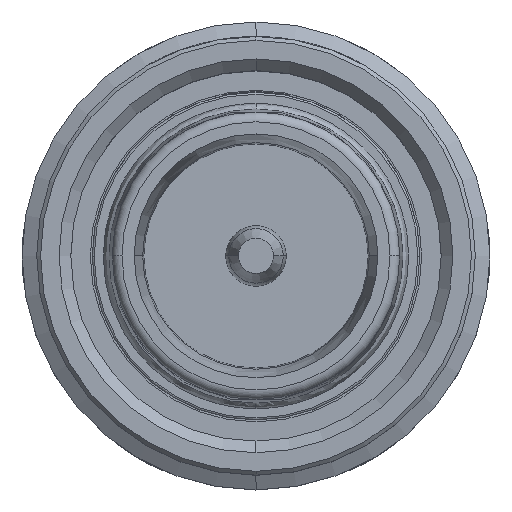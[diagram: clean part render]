
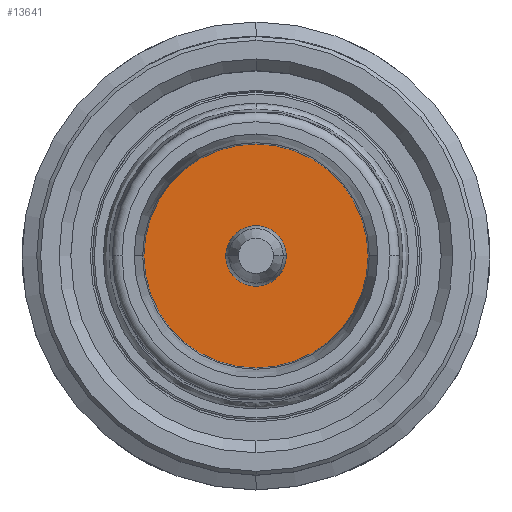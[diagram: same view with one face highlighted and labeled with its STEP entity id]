
A CAD part, top view. The second image highlights one B-rep face of the part: STEP entity #13641.
In plain terms, the highlighted planar face has unit normal (0, 0, 1).
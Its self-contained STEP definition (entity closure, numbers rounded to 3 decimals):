
#1113 = FACE_OUTER_BOUND ( 'NONE', #7844, .T. ) ;
#1911 = ORIENTED_EDGE ( 'NONE', *, *, #6678, .T. ) ;
#1935 = AXIS2_PLACEMENT_3D ( 'NONE', #9322, #10817, #9205 ) ;
#2327 = AXIS2_PLACEMENT_3D ( 'NONE', #4675, #8225, #11631 ) ;
#2697 = AXIS2_PLACEMENT_3D ( 'NONE', #17437, #12040, #11929 ) ;
#3274 = DIRECTION ( 'NONE',  ( 0., 0., -1. ) ) ;
#3647 = VERTEX_POINT ( 'NONE', #13923 ) ;
#4319 = DIRECTION ( 'NONE',  ( 1., 0., 0. ) ) ;
#4675 = CARTESIAN_POINT ( 'NONE',  ( 0., 0., -5.5 ) ) ;
#4700 = EDGE_CURVE ( 'NONE', #15193, #3647, #6705, .T. ) ;
#5344 = VERTEX_POINT ( 'NONE', #22219 ) ;
#6678 = EDGE_CURVE ( 'NONE', #5344, #13037, #21454, .T. ) ;
#6705 = CIRCLE ( 'NONE', #2327, 5.75 ) ;
#6988 = AXIS2_PLACEMENT_3D ( 'NONE', #16433, #18244, #4319 ) ;
#7844 = EDGE_LOOP ( 'NONE', ( #22231, #18937 ) ) ;
#7914 = CARTESIAN_POINT ( 'NONE',  ( -5.75, 0., -5.5 ) ) ;
#8225 = DIRECTION ( 'NONE',  ( 0., 0., 1. ) ) ;
#9205 = DIRECTION ( 'NONE',  ( 1., 0., 0. ) ) ;
#9322 = CARTESIAN_POINT ( 'NONE',  ( 0., 0., -5.5 ) ) ;
#9781 = FACE_BOUND ( 'NONE', #16723, .T. ) ;
#9894 = PLANE ( 'NONE',  #2697 ) ;
#10817 = DIRECTION ( 'NONE',  ( 0., 0., -1. ) ) ;
#11631 = DIRECTION ( 'NONE',  ( 1., 0., 0. ) ) ;
#11755 = CIRCLE ( 'NONE', #1935, 1.55 ) ;
#11929 = DIRECTION ( 'NONE',  ( 1., 0., 0. ) ) ;
#12040 = DIRECTION ( 'NONE',  ( 0., 0., 1. ) ) ;
#12819 = AXIS2_PLACEMENT_3D ( 'NONE', #15077, #3274, #13516 ) ;
#13037 = VERTEX_POINT ( 'NONE', #18845 ) ;
#13516 = DIRECTION ( 'NONE',  ( 1., 0., 0. ) ) ;
#13641 = ADVANCED_FACE ( 'NONE', ( #9781, #1113 ), #9894, .T. ) ;
#13923 = CARTESIAN_POINT ( 'NONE',  ( 5.75, 0., -5.5 ) ) ;
#15077 = CARTESIAN_POINT ( 'NONE',  ( 0., 0., -5.5 ) ) ;
#15193 = VERTEX_POINT ( 'NONE', #7914 ) ;
#16433 = CARTESIAN_POINT ( 'NONE',  ( 0., 0., -5.5 ) ) ;
#16591 = EDGE_CURVE ( 'NONE', #3647, #15193, #19612, .T. ) ;
#16723 = EDGE_LOOP ( 'NONE', ( #1911, #18250 ) ) ;
#17437 = CARTESIAN_POINT ( 'NONE',  ( 0., 5.75, -5.5 ) ) ;
#17817 = EDGE_CURVE ( 'NONE', #13037, #5344, #11755, .T. ) ;
#18244 = DIRECTION ( 'NONE',  ( 0., 0., 1. ) ) ;
#18250 = ORIENTED_EDGE ( 'NONE', *, *, #17817, .T. ) ;
#18845 = CARTESIAN_POINT ( 'NONE',  ( -1.55, 0., -5.5 ) ) ;
#18937 = ORIENTED_EDGE ( 'NONE', *, *, #4700, .T. ) ;
#19612 = CIRCLE ( 'NONE', #6988, 5.75 ) ;
#21454 = CIRCLE ( 'NONE', #12819, 1.55 ) ;
#22219 = CARTESIAN_POINT ( 'NONE',  ( 1.55, 0., -5.5 ) ) ;
#22231 = ORIENTED_EDGE ( 'NONE', *, *, #16591, .T. ) ;
